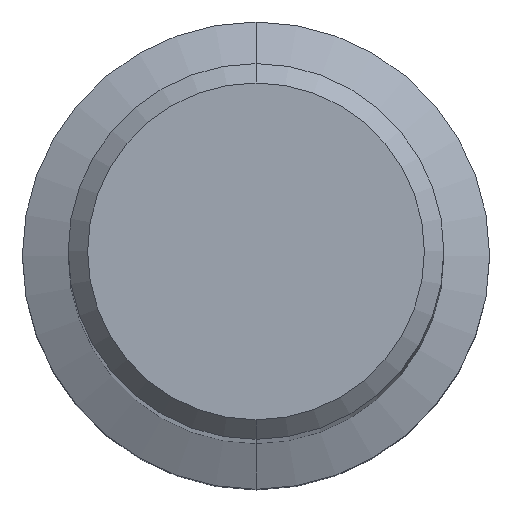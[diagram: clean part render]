
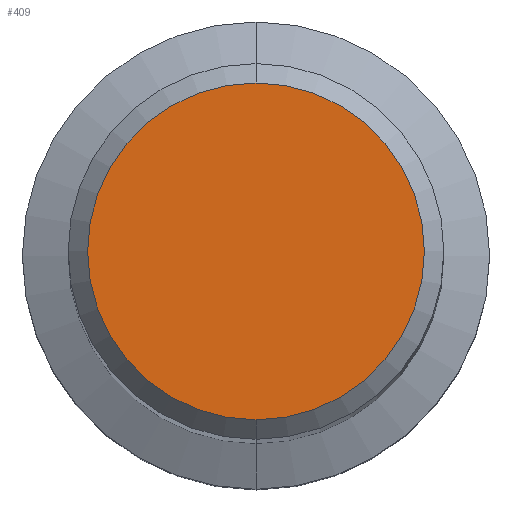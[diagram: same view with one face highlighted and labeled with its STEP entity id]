
A CAD part, top view. The second image highlights one B-rep face of the part: STEP entity #409.
In plain terms, the highlighted planar face has unit normal (0, 0, 1).
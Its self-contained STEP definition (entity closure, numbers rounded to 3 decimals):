
#205=EDGE_CURVE('',#395,#277,#560,.T.);
#277=VERTEX_POINT('',#640);
#395=VERTEX_POINT('',#770);
#409=ADVANCED_FACE('',(#787),#788,.T.);
#437=EDGE_CURVE('',#277,#395,#819,.T.);
#560=CIRCLE('',#963,8.65);
#640=CARTESIAN_POINT('',(0.0,8.65,0.0));
#770=CARTESIAN_POINT('',(0.,-8.65,0.0));
#787=FACE_OUTER_BOUND('',#1412,.T.);
#788=PLANE('',#1413);
#819=CIRCLE('',#1452,8.65);
#963=AXIS2_PLACEMENT_3D('',#1708,#1709,#1710);
#1412=EDGE_LOOP('',(#1984,#1985));
#1413=AXIS2_PLACEMENT_3D('',#1986,#1987,#1988);
#1452=AXIS2_PLACEMENT_3D('',#2019,#2020,#2021);
#1708=CARTESIAN_POINT('',(0.0,0.0,0.0));
#1709=DIRECTION('',(0.0,0.0,-1.0));
#1710=DIRECTION('',(0.0,1.0,0.0));
#1984=ORIENTED_EDGE('',*,*,#437,.F.);
#1985=ORIENTED_EDGE('',*,*,#205,.F.);
#1986=CARTESIAN_POINT('',(0.0,4.325,0.0));
#1987=DIRECTION('',(-0.0,0.0,1.0));
#1988=DIRECTION('',(0.0,-1.0,0.0));
#2019=CARTESIAN_POINT('',(0.0,0.0,0.0));
#2020=DIRECTION('',(0.0,0.0,-1.0));
#2021=DIRECTION('',(0.0,1.0,0.0));
